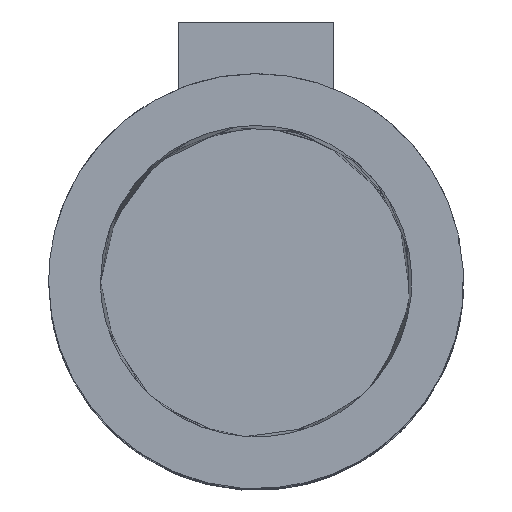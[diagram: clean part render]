
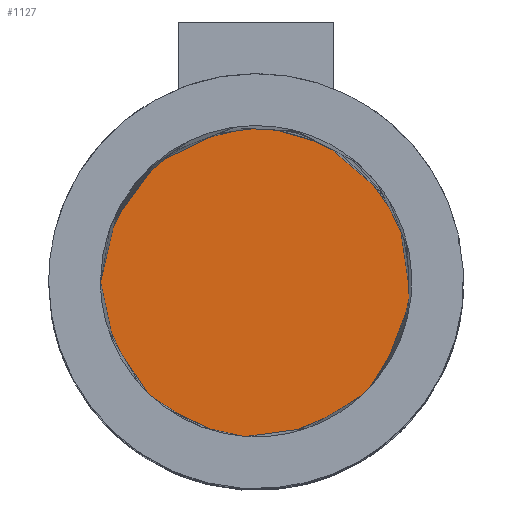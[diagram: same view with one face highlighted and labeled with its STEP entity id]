
A CAD part, top view. The second image highlights one B-rep face of the part: STEP entity #1127.
In plain terms, the highlighted free-form (B-spline) face has degree [1, 1] with [2, 2] control points.
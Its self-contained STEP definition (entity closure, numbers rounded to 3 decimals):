
#1052 = VERTEX_POINT('',#1053);
#1053 = CARTESIAN_POINT('',(-16.931,0.,
    5.644));
#1071 = EDGE_CURVE('',#1052,#1052,#1072,.T.);
#1072 = ( BOUNDED_CURVE() B_SPLINE_CURVE(2,(#1073,#1074,#1075,#1076,
#1077,#1078,#1079),.UNSPECIFIED.,.T.,.F.) B_SPLINE_CURVE_WITH_KNOTS((3,2
    ,2,3),(3.142,5.236,7.33,9.425),
.PIECEWISE_BEZIER_KNOTS.) CURVE() GEOMETRIC_REPRESENTATION_ITEM() 
RATIONAL_B_SPLINE_CURVE((1.,0.5,1.,0.5,1.,0.5,1.)) REPRESENTATION_ITEM(
  '') );
#1073 = CARTESIAN_POINT('',(-16.931,0.,
    5.644));
#1074 = CARTESIAN_POINT('',(-16.931,29.325,
    5.644));
#1075 = CARTESIAN_POINT('',(8.465,14.662,5.644)
  );
#1076 = CARTESIAN_POINT('',(33.861,0.,
    5.644));
#1077 = CARTESIAN_POINT('',(8.465,-14.662,5.644)
  );
#1078 = CARTESIAN_POINT('',(-16.931,-29.325,
    5.644));
#1079 = CARTESIAN_POINT('',(-16.931,0.,
    5.644));
#1127 = ADVANCED_FACE('',(#1128),#1131,.T.);
#1128 = FACE_BOUND('',#1129,.T.);
#1129 = EDGE_LOOP('',(#1130));
#1130 = ORIENTED_EDGE('',*,*,#1071,.F.);
#1131 = B_SPLINE_SURFACE_WITH_KNOTS('',1,1,(
    (#1132,#1133)
    ,(#1134,#1135
    )),.UNSPECIFIED.,.F.,.F.,.F.,(2,2),(2,2),(-15.,15.),(-15.,15.),
  .PIECEWISE_BEZIER_KNOTS.);
#1132 = CARTESIAN_POINT('',(-16.931,-16.931,
    5.644));
#1133 = CARTESIAN_POINT('',(-16.931,16.931,
    5.644));
#1134 = CARTESIAN_POINT('',(16.931,-16.931,
    5.644));
#1135 = CARTESIAN_POINT('',(16.931,16.931,
    5.644));
